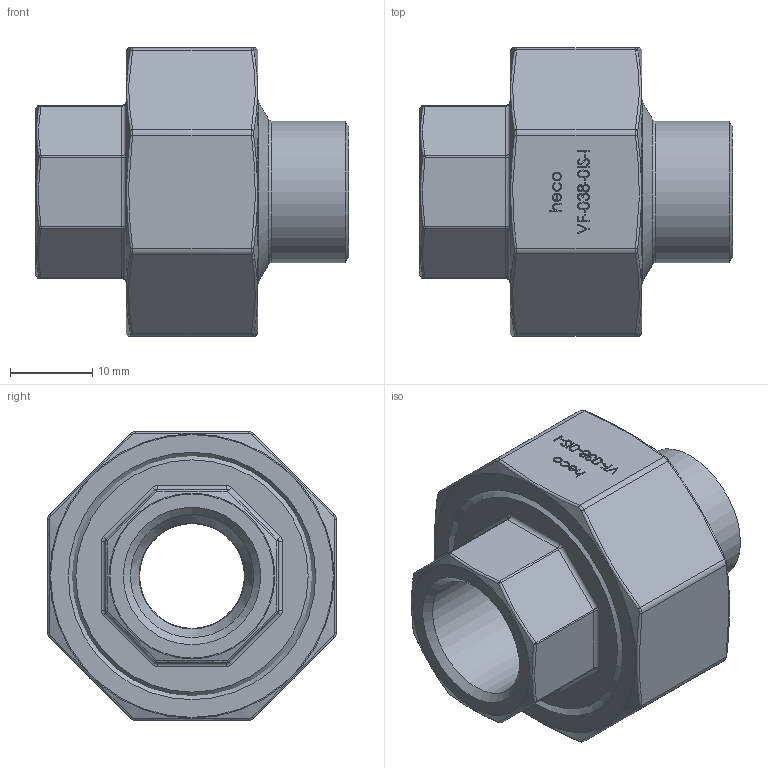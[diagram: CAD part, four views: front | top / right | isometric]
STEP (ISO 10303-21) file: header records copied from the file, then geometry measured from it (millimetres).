
FILE_DESCRIPTION (( 'STEP AP214' ), '1' );
FILE_NAME ('VF-038-0IS-I Verschraubung flach 2201.STEP', '2022-01-25T15:27:02', ( '' ), ( '' ), 'SwSTEP 2.0', 'SolidWorks 2019', '' );
FILE_SCHEMA (( 'AUTOMOTIVE_DESIGN' ));
Length unit declared in the file: millimetre
Products named in the file (1): VF-038-0IS-I Verschraubung flach 2201
Bounding box: 38 x 35 x 35 mm (x, y, z)
Volume: 16550.6 mm3; surface area: 11091.6 mm2
Topology: 4 solids, 4 shells, 325 faces, 783 edges, 492 vertices
Faces by surface type: bspline 139, plane 105, cylinder 36, torus 26, cone 11, sphere 8
Full cylindrical faces by diameter (mm): 12.7 x1, 14.95 x1, 17 x2, 17.2 x1, 18 x1, 25 x1, 25.3 x1, 28 x2, 28.38 x1, 30 x1
Entity records: 18708 total; most frequent: CARTESIAN_POINT 8649, ORIENTED_EDGE 1458, DIRECTION 964, EDGE_CURVE 729, VERTEX_POINT 479, EDGE_LOOP 400, FACE_OUTER_BOUND 355, UNCERTAINTY_MEASURE_WITH_UNIT 331
